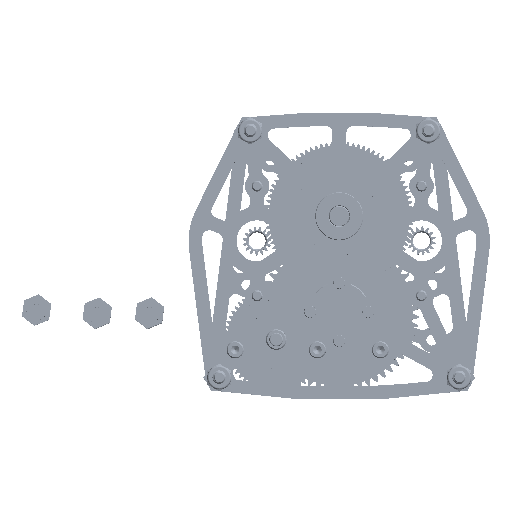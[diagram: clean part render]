
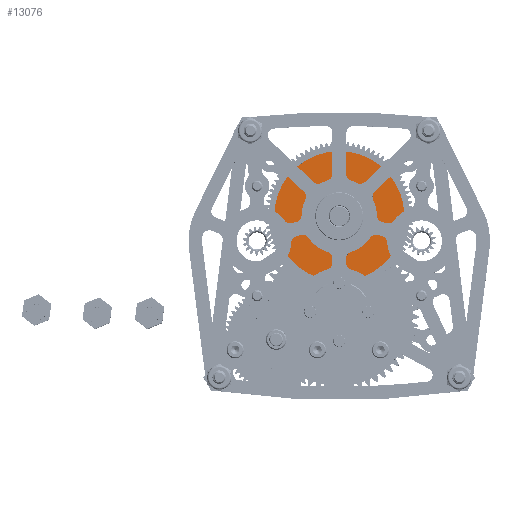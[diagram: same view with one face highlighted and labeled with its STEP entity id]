
A CAD part, top view. The second image highlights one B-rep face of the part: STEP entity #13076.
In plain terms, the highlighted face is planar.
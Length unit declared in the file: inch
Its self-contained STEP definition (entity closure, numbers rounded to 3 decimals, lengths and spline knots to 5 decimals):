
#7441 = AXIS2_PLACEMENT_3D ( 'NONE', #59376, #133915, #70076 ) ;
#8524 = ORIENTED_EDGE ( 'NONE', *, *, #33893, .T. ) ;
#9046 = DIRECTION ( 'NONE',  ( 0., 0., -1. ) ) ;
#13076 = ADVANCED_FACE ( 'NONE', ( #97378, #104048 ), #125877, .F. ) ;
#13989 = ORIENTED_EDGE ( 'NONE', *, *, #65031, .F. ) ;
#18882 = AXIS2_PLACEMENT_3D ( 'NONE', #136566, #72790, #9046 ) ;
#22781 = ORIENTED_EDGE ( 'NONE', *, *, #87623, .F. ) ;
#25024 = CARTESIAN_POINT ( 'NONE',  ( 0.2, 0., 0.2625 ) ) ;
#25679 = ORIENTED_EDGE ( 'NONE', *, *, #62286, .T. ) ;
#27081 = VERTEX_POINT ( 'NONE', #66810 ) ;
#28156 = CARTESIAN_POINT ( 'NONE',  ( 0.2, 0., 0. ) ) ;
#33893 = EDGE_CURVE ( 'NONE', #93466, #84948, #85031, .T. ) ;
#35521 = CIRCLE ( 'NONE', #104523, 1.1875 ) ;
#36969 = DIRECTION ( 'NONE',  ( 1., 0., 0. ) ) ;
#38864 = DIRECTION ( 'NONE',  ( 0., 0., -1. ) ) ;
#44522 = EDGE_LOOP ( 'NONE', ( #8524, #25679 ) ) ;
#50444 = DIRECTION ( 'NONE',  ( 1., 0., 0. ) ) ;
#54766 = CIRCLE ( 'NONE', #114972, 0.2625 ) ;
#59376 = CARTESIAN_POINT ( 'NONE',  ( 0.2, 0., 0. ) ) ;
#62286 = EDGE_CURVE ( 'NONE', #84948, #93466, #54766, .T. ) ;
#65031 = EDGE_CURVE ( 'NONE', #110365, #27081, #35521, .T. ) ;
#66810 = CARTESIAN_POINT ( 'NONE',  ( 0.2, 0., -1.1875 ) ) ;
#69007 = CARTESIAN_POINT ( 'NONE',  ( 0.2, 0., 1.1875 ) ) ;
#70076 = DIRECTION ( 'NONE',  ( 0., 0., -1. ) ) ;
#72790 = DIRECTION ( 'NONE',  ( 1., 0., 0. ) ) ;
#84948 = VERTEX_POINT ( 'NONE', #25024 ) ;
#85031 = CIRCLE ( 'NONE', #129765, 0.2625 ) ;
#87623 = EDGE_CURVE ( 'NONE', #27081, #110365, #97677, .T. ) ;
#91597 = CARTESIAN_POINT ( 'NONE',  ( 0.2, 0., -0.2625 ) ) ;
#93466 = VERTEX_POINT ( 'NONE', #91597 ) ;
#97378 = FACE_OUTER_BOUND ( 'NONE', #121724, .T. ) ;
#97677 = CIRCLE ( 'NONE', #7441, 1.1875 ) ;
#100749 = CARTESIAN_POINT ( 'NONE',  ( 0.2, 0., 0. ) ) ;
#102636 = DIRECTION ( 'NONE',  ( 1., 0., 0. ) ) ;
#104048 = FACE_BOUND ( 'NONE', #44522, .T. ) ;
#104523 = AXIS2_PLACEMENT_3D ( 'NONE', #28156, #102636, #38864 ) ;
#110365 = VERTEX_POINT ( 'NONE', #69007 ) ;
#111507 = DIRECTION ( 'NONE',  ( 0., 0., -1. ) ) ;
#114246 = CARTESIAN_POINT ( 'NONE',  ( 0.2, 0., 0. ) ) ;
#114972 = AXIS2_PLACEMENT_3D ( 'NONE', #100749, #36969, #111507 ) ;
#121724 = EDGE_LOOP ( 'NONE', ( #13989, #22781 ) ) ;
#124964 = DIRECTION ( 'NONE',  ( 0., 0., -1. ) ) ;
#125877 = PLANE ( 'NONE',  #18882 ) ;
#129765 = AXIS2_PLACEMENT_3D ( 'NONE', #114246, #50444, #124964 ) ;
#133915 = DIRECTION ( 'NONE',  ( 1., 0., 0. ) ) ;
#136566 = CARTESIAN_POINT ( 'NONE',  ( 0.2, 0., 0. ) ) ;
